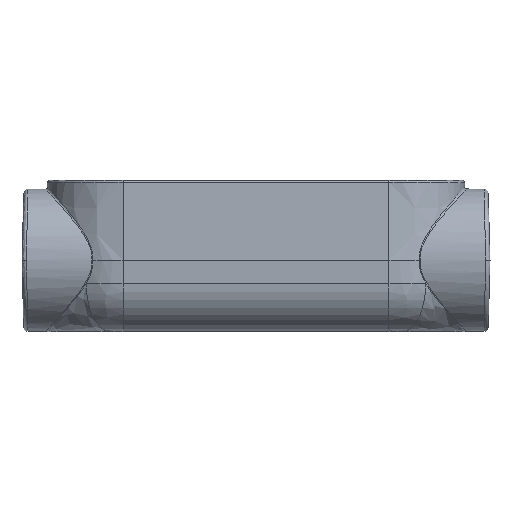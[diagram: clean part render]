
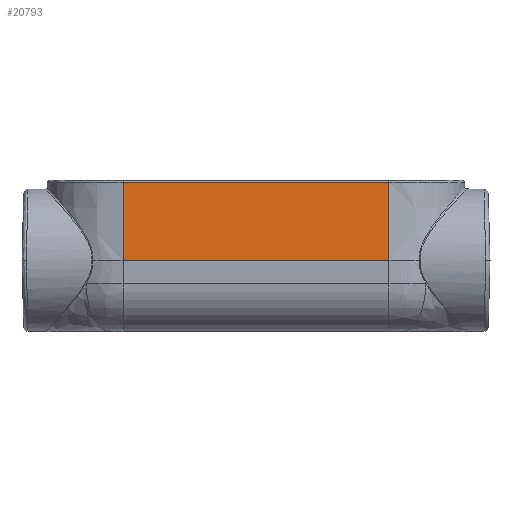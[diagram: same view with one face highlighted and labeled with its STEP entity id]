
A CAD part, front view. The second image highlights one B-rep face of the part: STEP entity #20793.
In plain terms, the highlighted planar face has unit normal (0, -1, 0.026).
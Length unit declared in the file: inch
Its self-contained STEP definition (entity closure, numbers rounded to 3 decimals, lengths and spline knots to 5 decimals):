
#1858=LINE('',#38767,#3667);
#1860=LINE('',#38923,#3669);
#1871=LINE('',#40006,#3680);
#1872=LINE('',#40458,#3681);
#3667=VECTOR('',#25457,0.3937);
#3669=VECTOR('',#25469,0.3937);
#3680=VECTOR('',#25594,0.3937);
#3681=VECTOR('',#25609,0.3937);
#4782=PLANE('',#21827);
#6001=FACE_OUTER_BOUND('',#7220,.T.);
#7220=EDGE_LOOP('',(#19584,#19585,#19586,#19587));
#10349=VERTEX_POINT('',#38761);
#10350=VERTEX_POINT('',#38765);
#10354=VERTEX_POINT('',#38921);
#10396=VERTEX_POINT('',#40004);
#13355=EDGE_CURVE('',#10349,#10350,#1858,.T.);
#13361=EDGE_CURVE('',#10349,#10354,#1860,.T.);
#13432=EDGE_CURVE('',#10354,#10396,#1871,.T.);
#13441=EDGE_CURVE('',#10350,#10396,#1872,.T.);
#19584=ORIENTED_EDGE('',*,*,#13355,.F.);
#19585=ORIENTED_EDGE('',*,*,#13361,.T.);
#19586=ORIENTED_EDGE('',*,*,#13432,.T.);
#19587=ORIENTED_EDGE('',*,*,#13441,.F.);
#20793=ADVANCED_FACE('',(#6001),#4782,.T.);
#21827=AXIS2_PLACEMENT_3D('',#41021,#25665,#25666);
#25457=DIRECTION('',(1.,0.,0.));
#25469=DIRECTION('',(0.,-0.026,-1.));
#25594=DIRECTION('',(1.,0.,0.));
#25609=DIRECTION('',(0.,-0.026,-1.));
#25665=DIRECTION('center_axis',(0.,-1.,
0.026));
#25666=DIRECTION('ref_axis',(-1.,0.,0.));
#38761=CARTESIAN_POINT('',(-3.90625,-2.21995,-0.04565));
#38765=CARTESIAN_POINT('',(3.90625,-2.21995,-0.04565));
#38767=CARTESIAN_POINT('',(-1.95313,-2.21995,-0.04565));
#38921=CARTESIAN_POINT('',(-3.90625,-2.28012,-2.34375));
#38923=CARTESIAN_POINT('',(-3.90625,-2.21875,0.));
#40004=CARTESIAN_POINT('',(3.90625,-2.28012,-2.34375));
#40006=CARTESIAN_POINT('',(-3.90625,-2.28012,-2.34375));
#40458=CARTESIAN_POINT('',(3.90625,-2.21875,0.));
#41021=CARTESIAN_POINT('Origin',(-3.90625,-2.21875,0.));
